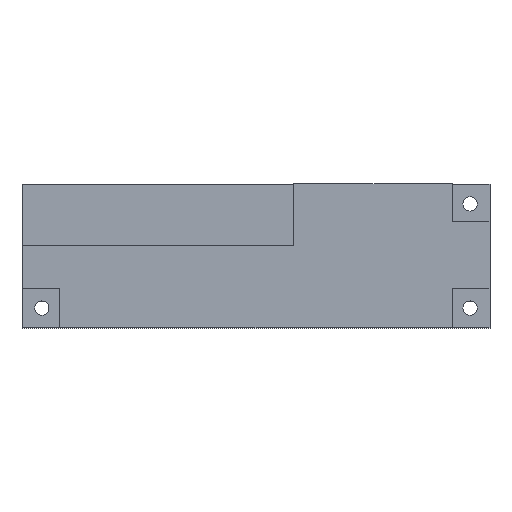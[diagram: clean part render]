
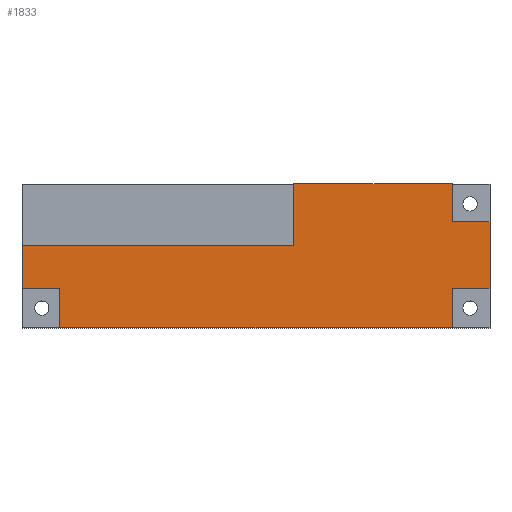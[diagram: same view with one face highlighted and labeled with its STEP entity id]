
A CAD part, top view. The second image highlights one B-rep face of the part: STEP entity #1833.
In plain terms, the highlighted planar face has unit normal (0, 0, 1).
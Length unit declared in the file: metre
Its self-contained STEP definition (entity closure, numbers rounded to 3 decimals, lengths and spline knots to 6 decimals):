
#349=ORIENTED_EDGE('',*,*,#733,.F.);
#350=ORIENTED_EDGE('',*,*,#734,.T.);
#351=ORIENTED_EDGE('',*,*,#735,.T.);
#352=ORIENTED_EDGE('',*,*,#736,.T.);
#353=ORIENTED_EDGE('',*,*,#737,.F.);
#354=ORIENTED_EDGE('',*,*,#738,.T.);
#355=ORIENTED_EDGE('',*,*,#739,.T.);
#356=ORIENTED_EDGE('',*,*,#740,.T.);
#357=ORIENTED_EDGE('',*,*,#741,.F.);
#358=ORIENTED_EDGE('',*,*,#742,.F.);
#359=ORIENTED_EDGE('',*,*,#743,.T.);
#360=ORIENTED_EDGE('',*,*,#744,.T.);
#733=EDGE_CURVE('',#919,#920,#1128,.T.);
#734=EDGE_CURVE('',#919,#921,#1129,.T.);
#735=EDGE_CURVE('',#921,#922,#1130,.T.);
#736=EDGE_CURVE('',#922,#923,#1131,.T.);
#737=EDGE_CURVE('',#924,#923,#1132,.T.);
#738=EDGE_CURVE('',#924,#925,#1133,.T.);
#739=EDGE_CURVE('',#925,#926,#1134,.T.);
#740=EDGE_CURVE('',#926,#927,#1135,.T.);
#741=EDGE_CURVE('',#928,#927,#1136,.T.);
#742=EDGE_CURVE('',#929,#928,#1137,.T.);
#743=EDGE_CURVE('',#929,#930,#1138,.T.);
#744=EDGE_CURVE('',#930,#920,#1139,.T.);
#919=VERTEX_POINT('',#2873);
#920=VERTEX_POINT('',#2874);
#921=VERTEX_POINT('',#2876);
#922=VERTEX_POINT('',#2878);
#923=VERTEX_POINT('',#2880);
#924=VERTEX_POINT('',#2882);
#925=VERTEX_POINT('',#2884);
#926=VERTEX_POINT('',#2886);
#927=VERTEX_POINT('',#2888);
#928=VERTEX_POINT('',#2890);
#929=VERTEX_POINT('',#2892);
#930=VERTEX_POINT('',#2894);
#1128=LINE('',#2872,#1368);
#1129=LINE('',#2875,#1369);
#1130=LINE('',#2877,#1370);
#1131=LINE('',#2879,#1371);
#1132=LINE('',#2881,#1372);
#1133=LINE('',#2883,#1373);
#1134=LINE('',#2885,#1374);
#1135=LINE('',#2887,#1375);
#1136=LINE('',#2889,#1376);
#1137=LINE('',#2891,#1377);
#1138=LINE('',#2893,#1378);
#1139=LINE('',#2895,#1379);
#1368=VECTOR('',#2356,1.);
#1369=VECTOR('',#2357,1.);
#1370=VECTOR('',#2358,1.);
#1371=VECTOR('',#2359,1.);
#1372=VECTOR('',#2360,1.);
#1373=VECTOR('',#2361,1.);
#1374=VECTOR('',#2362,1.);
#1375=VECTOR('',#2363,1.);
#1376=VECTOR('',#2364,1.);
#1377=VECTOR('',#2365,1.);
#1378=VECTOR('',#2366,1.);
#1379=VECTOR('',#2367,1.);
#1509=EDGE_LOOP('',(#349,#350,#351,#352,#353,#354,#355,#356,#357,#358,#359,
#360));
#1623=FACE_BOUND('',#1509,.T.);
#1728=PLANE('',#1966);
#1833=ADVANCED_FACE('',(#1623),#1728,.T.);
#1966=AXIS2_PLACEMENT_3D('',#2871,#2354,#2355);
#2354=DIRECTION('',(0.,0.,1.));
#2355=DIRECTION('',(1.,0.,0.));
#2356=DIRECTION('',(0.,-1.,0.));
#2357=DIRECTION('',(1.,0.,0.));
#2358=DIRECTION('',(0.,1.,0.));
#2359=DIRECTION('',(-1.,0.,0.));
#2360=DIRECTION('',(0.,-1.,0.));
#2361=DIRECTION('',(-1.,0.,0.));
#2362=DIRECTION('',(0.,-1.,0.));
#2363=DIRECTION('',(-1.,0.,0.));
#2364=DIRECTION('',(0.,1.,0.));
#2365=DIRECTION('',(-1.,0.,0.));
#2366=DIRECTION('',(0.,-1.,0.));
#2367=DIRECTION('',(1.,0.,0.));
#2871=CARTESIAN_POINT('',(-0.175,0.24,0.));
#2872=CARTESIAN_POINT('',(-0.1205,0.0955,0.));
#2873=CARTESIAN_POINT('',(-0.1205,0.101,0.));
#2874=CARTESIAN_POINT('',(-0.1205,0.09,0.));
#2875=CARTESIAN_POINT('',(-0.11,0.101,0.));
#2876=CARTESIAN_POINT('',(-0.11,0.101,0.));
#2877=CARTESIAN_POINT('',(-0.11,0.11,0.));
#2878=CARTESIAN_POINT('',(-0.11,0.1195,0.));
#2879=CARTESIAN_POINT('',(-0.11,0.1195,0.));
#2880=CARTESIAN_POINT('',(-0.1205,0.1195,0.));
#2881=CARTESIAN_POINT('',(-0.1205,0.13,0.));
#2882=CARTESIAN_POINT('',(-0.1205,0.13,0.));
#2883=CARTESIAN_POINT('',(-0.175,0.13,0.));
#2884=CARTESIAN_POINT('',(-0.1645,0.13,0.));
#2885=CARTESIAN_POINT('',(-0.1645,0.2215,0.));
#2886=CARTESIAN_POINT('',(-0.1645,0.113,0.));
#2887=CARTESIAN_POINT('',(-0.223,0.113,0.));
#2888=CARTESIAN_POINT('',(-0.24,0.113,0.));
#2889=CARTESIAN_POINT('',(-0.24,0.11,0.));
#2890=CARTESIAN_POINT('',(-0.24,0.101,0.));
#2891=CARTESIAN_POINT('',(-0.24,0.101,0.));
#2892=CARTESIAN_POINT('',(-0.2295,0.101,0.));
#2893=CARTESIAN_POINT('',(-0.2295,0.0955,0.));
#2894=CARTESIAN_POINT('',(-0.2295,0.09,0.));
#2895=CARTESIAN_POINT('',(-0.175,0.09,0.));
